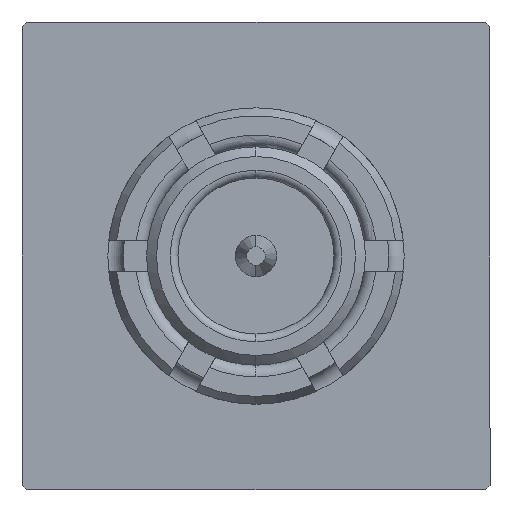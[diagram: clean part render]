
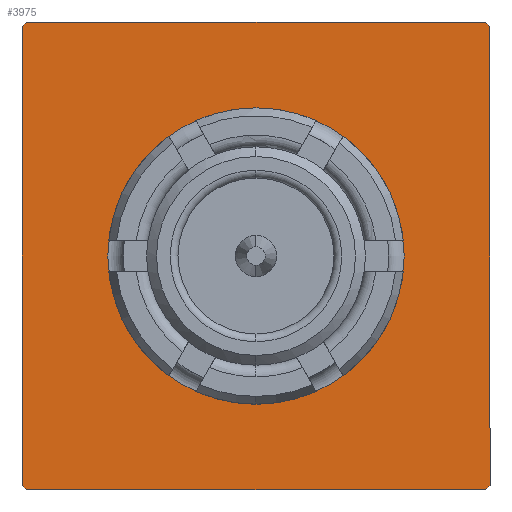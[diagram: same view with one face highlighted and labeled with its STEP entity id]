
A CAD part, left-side view. The second image highlights one B-rep face of the part: STEP entity #3975.
In plain terms, the highlighted planar face has unit normal (-1, 0, 0).
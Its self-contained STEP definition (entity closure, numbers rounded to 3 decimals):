
#7 = ORIENTED_EDGE ( 'NONE', *, *, #3613, .T. ) ;
#25 = VECTOR ( 'NONE', #268, 1000. ) ;
#124 = DIRECTION ( 'NONE',  ( -1., 0., 0. ) ) ;
#268 = DIRECTION ( 'NONE',  ( 0., 0., 1. ) ) ;
#283 = AXIS2_PLACEMENT_3D ( 'NONE', #383, #407, #434 ) ;
#341 = CARTESIAN_POINT ( 'NONE',  ( 4.2, 0., -1.9 ) ) ;
#383 = CARTESIAN_POINT ( 'NONE',  ( 4.2, 0., 0. ) ) ;
#407 = DIRECTION ( 'NONE',  ( 1., 0., 0. ) ) ;
#434 = DIRECTION ( 'NONE',  ( 0., 0., -1. ) ) ;
#602 = DIRECTION ( 'NONE',  ( 0., 0., 1. ) ) ;
#604 = ORIENTED_EDGE ( 'NONE', *, *, #4936, .T. ) ;
#712 = CARTESIAN_POINT ( 'NONE',  ( 4.2, 0., 0. ) ) ;
#794 = DIRECTION ( 'NONE',  ( -1., 0., 0. ) ) ;
#797 = EDGE_LOOP ( 'NONE', ( #1731, #1116 ) ) ;
#874 = EDGE_CURVE ( 'NONE', #2624, #6401, #4939, .T. ) ;
#891 = CARTESIAN_POINT ( 'NONE',  ( 4.2, 1.7, -3. ) ) ;
#951 = DIRECTION ( 'NONE',  ( 0., 0., -1. ) ) ;
#1014 = CARTESIAN_POINT ( 'NONE',  ( 4.2, 1.7, 0. ) ) ;
#1084 = CARTESIAN_POINT ( 'NONE',  ( 4.2, 3., 0. ) ) ;
#1099 = VERTEX_POINT ( 'NONE', #5093 ) ;
#1116 = ORIENTED_EDGE ( 'NONE', *, *, #2736, .T. ) ;
#1235 = ORIENTED_EDGE ( 'NONE', *, *, #5518, .T. ) ;
#1244 = DIRECTION ( 'NONE',  ( 0., 0., 1. ) ) ;
#1248 = VERTEX_POINT ( 'NONE', #341 ) ;
#1384 = DIRECTION ( 'NONE',  ( 0., 0., -1. ) ) ;
#1422 = CARTESIAN_POINT ( 'NONE',  ( 4.2, -3., 2.939 ) ) ;
#1560 = DIRECTION ( 'NONE',  ( 0., 0., -1. ) ) ;
#1628 = DIRECTION ( 'NONE',  ( -1., 0., 0. ) ) ;
#1651 = CARTESIAN_POINT ( 'NONE',  ( 4.2, 0., 0. ) ) ;
#1693 = DIRECTION ( 'NONE',  ( 0., 0., 1. ) ) ;
#1731 = ORIENTED_EDGE ( 'NONE', *, *, #2684, .T. ) ;
#1735 = ORIENTED_EDGE ( 'NONE', *, *, #2955, .T. ) ;
#1830 = CIRCLE ( 'NONE', #6458, 1.9 ) ;
#1905 = DIRECTION ( 'NONE',  ( 1., 0., 0. ) ) ;
#1961 = LINE ( 'NONE', #891, #4807 ) ;
#1963 = CIRCLE ( 'NONE', #4878, 4.2 ) ;
#2045 = PLANE ( 'NONE',  #2176 ) ;
#2059 = VERTEX_POINT ( 'NONE', #1422 ) ;
#2139 = CARTESIAN_POINT ( 'NONE',  ( 4.2, -2.939, -3. ) ) ;
#2176 = AXIS2_PLACEMENT_3D ( 'NONE', #1014, #4743, #1560 ) ;
#2233 = ORIENTED_EDGE ( 'NONE', *, *, #874, .T. ) ;
#2239 = EDGE_CURVE ( 'NONE', #5100, #5324, #2833, .T. ) ;
#2408 = FACE_OUTER_BOUND ( 'NONE', #2645, .T. ) ;
#2624 = VERTEX_POINT ( 'NONE', #5964 ) ;
#2645 = EDGE_LOOP ( 'NONE', ( #604, #7, #3817, #6519, #4804, #1235, #1735, #2233 ) ) ;
#2684 = EDGE_CURVE ( 'NONE', #1248, #1099, #1830, .T. ) ;
#2736 = EDGE_CURVE ( 'NONE', #1099, #1248, #4323, .T. ) ;
#2833 = CIRCLE ( 'NONE', #4898, 4.2 ) ;
#2955 = EDGE_CURVE ( 'NONE', #2059, #2624, #1963, .T. ) ;
#3321 = CARTESIAN_POINT ( 'NONE',  ( 4.2, 3., 2.939 ) ) ;
#3498 = VERTEX_POINT ( 'NONE', #3321 ) ;
#3598 = CARTESIAN_POINT ( 'NONE',  ( 4.2, 1.7, 3. ) ) ;
#3613 = EDGE_CURVE ( 'NONE', #3498, #5100, #3844, .T. ) ;
#3817 = ORIENTED_EDGE ( 'NONE', *, *, #2239, .T. ) ;
#3844 = LINE ( 'NONE', #1084, #6688 ) ;
#3958 = CARTESIAN_POINT ( 'NONE',  ( 4.2, 0., 0. ) ) ;
#3975 = ADVANCED_FACE ( 'NONE', ( #6683, #2408 ), #2045, .F. ) ;
#4007 = CIRCLE ( 'NONE', #6543, 4.2 ) ;
#4049 = LINE ( 'NONE', #6602, #25 ) ;
#4253 = EDGE_CURVE ( 'NONE', #5151, #6767, #6040, .T. ) ;
#4323 = CIRCLE ( 'NONE', #283, 1.9 ) ;
#4328 = CARTESIAN_POINT ( 'NONE',  ( 4.2, 0., 0. ) ) ;
#4409 = AXIS2_PLACEMENT_3D ( 'NONE', #3958, #794, #4504 ) ;
#4415 = DIRECTION ( 'NONE',  ( -1., 0., 0. ) ) ;
#4504 = DIRECTION ( 'NONE',  ( 0., 0., 1. ) ) ;
#4589 = VECTOR ( 'NONE', #5129, 1000. ) ;
#4739 = CARTESIAN_POINT ( 'NONE',  ( 4.2, 2.939, 3. ) ) ;
#4743 = DIRECTION ( 'NONE',  ( 1., 0., 0. ) ) ;
#4804 = ORIENTED_EDGE ( 'NONE', *, *, #4253, .T. ) ;
#4807 = VECTOR ( 'NONE', #5152, 1000. ) ;
#4878 = AXIS2_PLACEMENT_3D ( 'NONE', #6611, #124, #602 ) ;
#4898 = AXIS2_PLACEMENT_3D ( 'NONE', #4328, #1628, #1693 ) ;
#4936 = EDGE_CURVE ( 'NONE', #6401, #3498, #4007, .T. ) ;
#4939 = LINE ( 'NONE', #3598, #4589 ) ;
#5093 = CARTESIAN_POINT ( 'NONE',  ( 4.2, 0., 1.9 ) ) ;
#5100 = VERTEX_POINT ( 'NONE', #5825 ) ;
#5129 = DIRECTION ( 'NONE',  ( 0., 1., 0. ) ) ;
#5151 = VERTEX_POINT ( 'NONE', #2139 ) ;
#5152 = DIRECTION ( 'NONE',  ( 0., -1., 0. ) ) ;
#5324 = VERTEX_POINT ( 'NONE', #6006 ) ;
#5518 = EDGE_CURVE ( 'NONE', #6767, #2059, #4049, .T. ) ;
#5825 = CARTESIAN_POINT ( 'NONE',  ( 4.2, 3., -2.939 ) ) ;
#5964 = CARTESIAN_POINT ( 'NONE',  ( 4.2, -2.939, 3. ) ) ;
#6006 = CARTESIAN_POINT ( 'NONE',  ( 4.2, 2.939, -3. ) ) ;
#6014 = EDGE_CURVE ( 'NONE', #5324, #5151, #1961, .T. ) ;
#6040 = CIRCLE ( 'NONE', #4409, 4.2 ) ;
#6401 = VERTEX_POINT ( 'NONE', #4739 ) ;
#6458 = AXIS2_PLACEMENT_3D ( 'NONE', #1651, #1905, #951 ) ;
#6519 = ORIENTED_EDGE ( 'NONE', *, *, #6014, .T. ) ;
#6543 = AXIS2_PLACEMENT_3D ( 'NONE', #712, #4415, #1244 ) ;
#6602 = CARTESIAN_POINT ( 'NONE',  ( 4.2, -3., 0. ) ) ;
#6611 = CARTESIAN_POINT ( 'NONE',  ( 4.2, 0., 0. ) ) ;
#6640 = CARTESIAN_POINT ( 'NONE',  ( 4.2, -3., -2.939 ) ) ;
#6683 = FACE_BOUND ( 'NONE', #797, .T. ) ;
#6688 = VECTOR ( 'NONE', #1384, 1000. ) ;
#6767 = VERTEX_POINT ( 'NONE', #6640 ) ;
